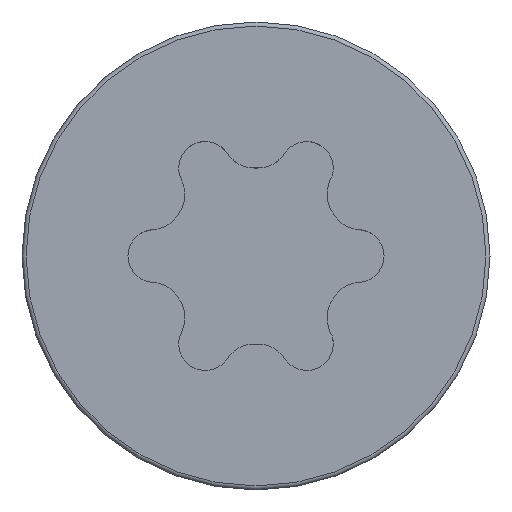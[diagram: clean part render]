
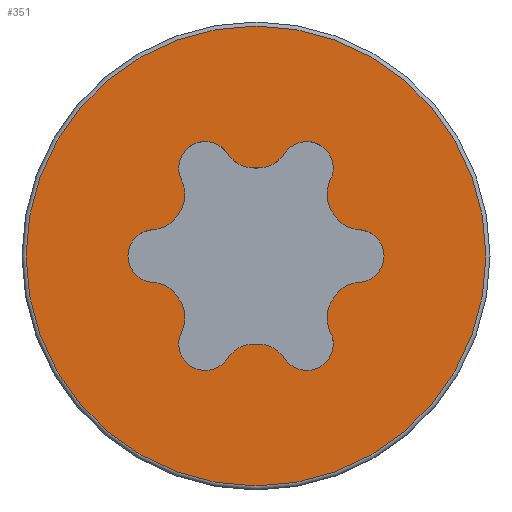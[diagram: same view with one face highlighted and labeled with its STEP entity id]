
A CAD part, top view. The second image highlights one B-rep face of the part: STEP entity #351.
In plain terms, the highlighted planar face has unit normal (0, 0, 1).
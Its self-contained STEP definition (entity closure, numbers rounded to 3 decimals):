
#78=CARTESIAN_POINT('',(-22.555,-14.9,2.));
#79=DIRECTION('',(0.,0.,1.));
#80=DIRECTION('',(1.,0.,0.));
#81=AXIS2_PLACEMENT_3D('',#78,#79,#80);
#82=PLANE('',#81);
#83=CARTESIAN_POINT('',(-21.049,-14.9,2.));
#84=VERTEX_POINT('',#83);
#85=CARTESIAN_POINT('',(-22.18,-14.9,2.));
#86=DIRECTION('',(0.,0.,-1.));
#87=DIRECTION('',(1.,0.,0.));
#88=AXIS2_PLACEMENT_3D('',#85,#86,#87);
#89=CIRCLE('',#88,1.131);
#90=EDGE_CURVE('',#84,#84,#89,.T.);
#91=ORIENTED_EDGE('',*,*,#90,.F.);
#92=EDGE_LOOP('',(#91));
#93=FACE_BOUND('',#92,.T.);
#94=CARTESIAN_POINT('',(-22.322,-15.405,2.));
#95=VERTEX_POINT('',#94);
#96=CARTESIAN_POINT('',(-22.546,-15.275,2.));
#97=VERTEX_POINT('',#96);
#98=CARTESIAN_POINT('',(-22.43,-15.333,2.));
#99=DIRECTION('',(0.,0.,-1.));
#100=DIRECTION('',(1.,0.,0.));
#101=AXIS2_PLACEMENT_3D('',#98,#99,#100);
#102=CIRCLE('',#101,0.13);
#103=EDGE_CURVE('',#95,#97,#102,.T.);
#104=ORIENTED_EDGE('',*,*,#103,.T.);
#105=CARTESIAN_POINT('',(-22.529,-15.204,2.));
#106=VERTEX_POINT('',#105);
#107=CARTESIAN_POINT('',(-22.689,-15.204,2.));
#108=DIRECTION('',(0.,0.,-1.));
#109=DIRECTION('',(1.,0.,0.));
#110=AXIS2_PLACEMENT_3D('',#107,#108,#109);
#111=CIRCLE('',#110,0.16);
#112=EDGE_CURVE('',#106,#97,#111,.T.);
#113=ORIENTED_EDGE('',*,*,#112,.F.);
#114=CARTESIAN_POINT('',(-22.551,-15.124,2.));
#115=VERTEX_POINT('',#114);
#116=CARTESIAN_POINT('',(-22.689,-15.204,2.));
#117=DIRECTION('',(0.,0.,-1.));
#118=DIRECTION('',(1.,0.,0.));
#119=AXIS2_PLACEMENT_3D('',#116,#117,#118);
#120=CIRCLE('',#119,0.16);
#121=EDGE_CURVE('',#115,#106,#120,.T.);
#122=ORIENTED_EDGE('',*,*,#121,.F.);
#123=CARTESIAN_POINT('',(-22.559,-15.109,2.));
#124=VERTEX_POINT('',#123);
#125=CARTESIAN_POINT('',(-22.551,-15.124,2.));
#126=DIRECTION('',(-0.5,0.866,0.));
#127=VECTOR('',#126,0.016);
#128=LINE('',#125,#127);
#129=EDGE_CURVE('',#115,#124,#128,.T.);
#130=ORIENTED_EDGE('',*,*,#129,.T.);
#131=CARTESIAN_POINT('',(-22.688,-15.03,2.));
#132=VERTEX_POINT('',#131);
#133=CARTESIAN_POINT('',(-22.698,-15.189,2.));
#134=DIRECTION('',(0.,0.,-1.));
#135=DIRECTION('',(1.,0.,0.));
#136=AXIS2_PLACEMENT_3D('',#133,#134,#135);
#137=CIRCLE('',#136,0.16);
#138=EDGE_CURVE('',#132,#124,#137,.T.);
#139=ORIENTED_EDGE('',*,*,#138,.F.);
#140=CARTESIAN_POINT('',(-22.688,-14.77,2.));
#141=VERTEX_POINT('',#140);
#142=CARTESIAN_POINT('',(-22.68,-14.9,2.));
#143=DIRECTION('',(0.,0.,-1.));
#144=DIRECTION('',(1.,0.,0.));
#145=AXIS2_PLACEMENT_3D('',#142,#143,#144);
#146=CIRCLE('',#145,0.13);
#147=EDGE_CURVE('',#132,#141,#146,.T.);
#148=ORIENTED_EDGE('',*,*,#147,.T.);
#149=CARTESIAN_POINT('',(-22.559,-14.691,2.));
#150=VERTEX_POINT('',#149);
#151=CARTESIAN_POINT('',(-22.698,-14.611,2.));
#152=DIRECTION('',(0.,0.,-1.));
#153=DIRECTION('',(1.,0.,0.));
#154=AXIS2_PLACEMENT_3D('',#151,#152,#153);
#155=CIRCLE('',#154,0.16);
#156=EDGE_CURVE('',#150,#141,#155,.T.);
#157=ORIENTED_EDGE('',*,*,#156,.F.);
#158=CARTESIAN_POINT('',(-22.551,-14.676,2.));
#159=VERTEX_POINT('',#158);
#160=CARTESIAN_POINT('',(-22.559,-14.691,2.));
#161=DIRECTION('',(0.5,0.866,0.));
#162=VECTOR('',#161,0.016);
#163=LINE('',#160,#162);
#164=EDGE_CURVE('',#150,#159,#163,.T.);
#165=ORIENTED_EDGE('',*,*,#164,.T.);
#166=CARTESIAN_POINT('',(-22.529,-14.596,2.));
#167=VERTEX_POINT('',#166);
#168=CARTESIAN_POINT('',(-22.689,-14.596,2.));
#169=DIRECTION('',(0.,0.,-1.));
#170=DIRECTION('',(1.,0.,0.));
#171=AXIS2_PLACEMENT_3D('',#168,#169,#170);
#172=CIRCLE('',#171,0.16);
#173=EDGE_CURVE('',#167,#159,#172,.T.);
#174=ORIENTED_EDGE('',*,*,#173,.F.);
#175=CARTESIAN_POINT('',(-22.546,-14.525,2.));
#176=VERTEX_POINT('',#175);
#177=CARTESIAN_POINT('',(-22.689,-14.596,2.));
#178=DIRECTION('',(0.,0.,-1.));
#179=DIRECTION('',(1.,0.,0.));
#180=AXIS2_PLACEMENT_3D('',#177,#178,#179);
#181=CIRCLE('',#180,0.16);
#182=EDGE_CURVE('',#176,#167,#181,.T.);
#183=ORIENTED_EDGE('',*,*,#182,.F.);
#184=CARTESIAN_POINT('',(-22.322,-14.395,2.));
#185=VERTEX_POINT('',#184);
#186=CARTESIAN_POINT('',(-22.43,-14.467,2.));
#187=DIRECTION('',(0.,0.,-1.));
#188=DIRECTION('',(1.,0.,0.));
#189=AXIS2_PLACEMENT_3D('',#186,#187,#188);
#190=CIRCLE('',#189,0.13);
#191=EDGE_CURVE('',#176,#185,#190,.T.);
#192=ORIENTED_EDGE('',*,*,#191,.T.);
#193=CARTESIAN_POINT('',(-22.188,-14.467,2.));
#194=VERTEX_POINT('',#193);
#195=CARTESIAN_POINT('',(-22.188,-14.307,2.));
#196=DIRECTION('',(0.,0.,-1.));
#197=DIRECTION('',(1.,0.,0.));
#198=AXIS2_PLACEMENT_3D('',#195,#196,#197);
#199=CIRCLE('',#198,0.16);
#200=EDGE_CURVE('',#194,#185,#199,.T.);
#201=ORIENTED_EDGE('',*,*,#200,.F.);
#202=CARTESIAN_POINT('',(-22.172,-14.467,2.));
#203=VERTEX_POINT('',#202);
#204=CARTESIAN_POINT('',(-22.188,-14.467,2.));
#205=DIRECTION('',(1.,0.,-0.));
#206=VECTOR('',#205,0.016);
#207=LINE('',#204,#206);
#208=EDGE_CURVE('',#194,#203,#207,.T.);
#209=ORIENTED_EDGE('',*,*,#208,.T.);
#210=CARTESIAN_POINT('',(-22.038,-14.395,2.));
#211=VERTEX_POINT('',#210);
#212=CARTESIAN_POINT('',(-22.172,-14.307,2.));
#213=DIRECTION('',(0.,0.,-1.));
#214=DIRECTION('',(1.,0.,0.));
#215=AXIS2_PLACEMENT_3D('',#212,#213,#214);
#216=CIRCLE('',#215,0.16);
#217=EDGE_CURVE('',#211,#203,#216,.T.);
#218=ORIENTED_EDGE('',*,*,#217,.F.);
#219=CARTESIAN_POINT('',(-21.8,-14.467,2.));
#220=VERTEX_POINT('',#219);
#221=CARTESIAN_POINT('',(-21.93,-14.467,2.));
#222=DIRECTION('',(0.,0.,-1.));
#223=DIRECTION('',(1.,0.,0.));
#224=AXIS2_PLACEMENT_3D('',#221,#222,#223);
#225=CIRCLE('',#224,0.13);
#226=EDGE_CURVE('',#211,#220,#225,.T.);
#227=ORIENTED_EDGE('',*,*,#226,.T.);
#228=CARTESIAN_POINT('',(-21.814,-14.525,2.));
#229=VERTEX_POINT('',#228);
#230=CARTESIAN_POINT('',(-21.93,-14.467,2.));
#231=DIRECTION('',(0.,0.,-1.));
#232=DIRECTION('',(1.,0.,0.));
#233=AXIS2_PLACEMENT_3D('',#230,#231,#232);
#234=CIRCLE('',#233,0.13);
#235=EDGE_CURVE('',#220,#229,#234,.T.);
#236=ORIENTED_EDGE('',*,*,#235,.T.);
#237=CARTESIAN_POINT('',(-21.809,-14.676,2.));
#238=VERTEX_POINT('',#237);
#239=CARTESIAN_POINT('',(-21.671,-14.596,2.));
#240=DIRECTION('',(0.,0.,-1.));
#241=DIRECTION('',(1.,0.,0.));
#242=AXIS2_PLACEMENT_3D('',#239,#240,#241);
#243=CIRCLE('',#242,0.16);
#244=EDGE_CURVE('',#238,#229,#243,.T.);
#245=ORIENTED_EDGE('',*,*,#244,.F.);
#246=CARTESIAN_POINT('',(-21.801,-14.691,2.));
#247=VERTEX_POINT('',#246);
#248=CARTESIAN_POINT('',(-21.809,-14.676,2.));
#249=DIRECTION('',(0.5,-0.866,0.));
#250=VECTOR('',#249,0.016);
#251=LINE('',#248,#250);
#252=EDGE_CURVE('',#238,#247,#251,.T.);
#253=ORIENTED_EDGE('',*,*,#252,.T.);
#254=CARTESIAN_POINT('',(-21.672,-14.77,2.));
#255=VERTEX_POINT('',#254);
#256=CARTESIAN_POINT('',(-21.662,-14.611,2.));
#257=DIRECTION('',(0.,0.,-1.));
#258=DIRECTION('',(1.,0.,0.));
#259=AXIS2_PLACEMENT_3D('',#256,#257,#258);
#260=CIRCLE('',#259,0.16);
#261=EDGE_CURVE('',#255,#247,#260,.T.);
#262=ORIENTED_EDGE('',*,*,#261,.F.);
#263=CARTESIAN_POINT('',(-21.55,-14.9,2.));
#264=VERTEX_POINT('',#263);
#265=CARTESIAN_POINT('',(-21.68,-14.9,2.));
#266=DIRECTION('',(0.,0.,-1.));
#267=DIRECTION('',(1.,0.,0.));
#268=AXIS2_PLACEMENT_3D('',#265,#266,#267);
#269=CIRCLE('',#268,0.13);
#270=EDGE_CURVE('',#255,#264,#269,.T.);
#271=ORIENTED_EDGE('',*,*,#270,.T.);
#272=CARTESIAN_POINT('',(-21.672,-15.03,2.));
#273=VERTEX_POINT('',#272);
#274=CARTESIAN_POINT('',(-21.68,-14.9,2.));
#275=DIRECTION('',(0.,0.,-1.));
#276=DIRECTION('',(1.,0.,0.));
#277=AXIS2_PLACEMENT_3D('',#274,#275,#276);
#278=CIRCLE('',#277,0.13);
#279=EDGE_CURVE('',#264,#273,#278,.T.);
#280=ORIENTED_EDGE('',*,*,#279,.T.);
#281=CARTESIAN_POINT('',(-21.801,-15.109,2.));
#282=VERTEX_POINT('',#281);
#283=CARTESIAN_POINT('',(-21.662,-15.189,2.));
#284=DIRECTION('',(0.,0.,-1.));
#285=DIRECTION('',(1.,0.,0.));
#286=AXIS2_PLACEMENT_3D('',#283,#284,#285);
#287=CIRCLE('',#286,0.16);
#288=EDGE_CURVE('',#282,#273,#287,.T.);
#289=ORIENTED_EDGE('',*,*,#288,.F.);
#290=CARTESIAN_POINT('',(-21.809,-15.124,2.));
#291=VERTEX_POINT('',#290);
#292=CARTESIAN_POINT('',(-21.801,-15.109,2.));
#293=DIRECTION('',(-0.5,-0.866,0.));
#294=VECTOR('',#293,0.016);
#295=LINE('',#292,#294);
#296=EDGE_CURVE('',#282,#291,#295,.T.);
#297=ORIENTED_EDGE('',*,*,#296,.T.);
#298=CARTESIAN_POINT('',(-21.814,-15.275,2.));
#299=VERTEX_POINT('',#298);
#300=CARTESIAN_POINT('',(-21.671,-15.204,2.));
#301=DIRECTION('',(0.,0.,-1.));
#302=DIRECTION('',(1.,0.,0.));
#303=AXIS2_PLACEMENT_3D('',#300,#301,#302);
#304=CIRCLE('',#303,0.16);
#305=EDGE_CURVE('',#299,#291,#304,.T.);
#306=ORIENTED_EDGE('',*,*,#305,.F.);
#307=CARTESIAN_POINT('',(-21.8,-15.333,2.));
#308=VERTEX_POINT('',#307);
#309=CARTESIAN_POINT('',(-21.93,-15.333,2.));
#310=DIRECTION('',(0.,0.,-1.));
#311=DIRECTION('',(1.,0.,0.));
#312=AXIS2_PLACEMENT_3D('',#309,#310,#311);
#313=CIRCLE('',#312,0.13);
#314=EDGE_CURVE('',#299,#308,#313,.T.);
#315=ORIENTED_EDGE('',*,*,#314,.T.);
#316=CARTESIAN_POINT('',(-22.038,-15.405,2.));
#317=VERTEX_POINT('',#316);
#318=CARTESIAN_POINT('',(-21.93,-15.333,2.));
#319=DIRECTION('',(0.,0.,-1.));
#320=DIRECTION('',(1.,0.,0.));
#321=AXIS2_PLACEMENT_3D('',#318,#319,#320);
#322=CIRCLE('',#321,0.13);
#323=EDGE_CURVE('',#308,#317,#322,.T.);
#324=ORIENTED_EDGE('',*,*,#323,.T.);
#325=CARTESIAN_POINT('',(-22.172,-15.333,2.));
#326=VERTEX_POINT('',#325);
#327=CARTESIAN_POINT('',(-22.172,-15.493,2.));
#328=DIRECTION('',(0.,0.,-1.));
#329=DIRECTION('',(1.,0.,0.));
#330=AXIS2_PLACEMENT_3D('',#327,#328,#329);
#331=CIRCLE('',#330,0.16);
#332=EDGE_CURVE('',#326,#317,#331,.T.);
#333=ORIENTED_EDGE('',*,*,#332,.F.);
#334=CARTESIAN_POINT('',(-22.188,-15.333,2.));
#335=VERTEX_POINT('',#334);
#336=CARTESIAN_POINT('',(-22.172,-15.333,2.));
#337=DIRECTION('',(-1.,0.,0.));
#338=VECTOR('',#337,0.016);
#339=LINE('',#336,#338);
#340=EDGE_CURVE('',#326,#335,#339,.T.);
#341=ORIENTED_EDGE('',*,*,#340,.T.);
#342=CARTESIAN_POINT('',(-22.188,-15.493,2.));
#343=DIRECTION('',(0.,0.,-1.));
#344=DIRECTION('',(1.,0.,0.));
#345=AXIS2_PLACEMENT_3D('',#342,#343,#344);
#346=CIRCLE('',#345,0.16);
#347=EDGE_CURVE('',#95,#335,#346,.T.);
#348=ORIENTED_EDGE('',*,*,#347,.F.);
#349=EDGE_LOOP('',(#104,#113,#122,#130,#139,#148,#157,#165,#174,#183,#192,#201,#209,#218,#227,#236,#245,#253,#262,#271,#280,#289,#297,#306,#315,#324,
#333,#341,#348));
#350=FACE_BOUND('',#349,.T.);
#351=ADVANCED_FACE('',(#93,#350),#82,.T.);
